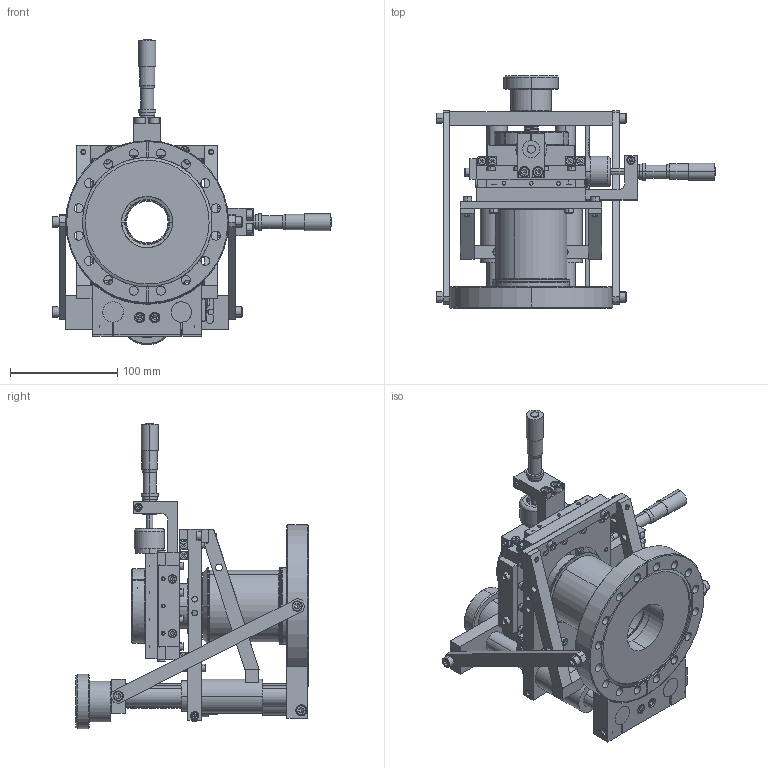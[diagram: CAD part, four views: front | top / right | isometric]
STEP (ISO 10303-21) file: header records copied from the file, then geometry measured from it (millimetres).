
FILE_DESCRIPTION (( 'STEP AP214' ), '1' );
FILE_NAME ('SN102282-02, EC-1.87-B600C-T275TM-2-SS25.STEP', '2018-01-26T20:23:59', ( '' ), ( '' ), 'SwSTEP 2.0', 'SolidWorks 2010', '' );
FILE_SCHEMA (( 'AUTOMOTIVE_DESIGN' ));
Length unit declared in the file: inch
Products named in the file (1): SN102282-02, EC-1.87-B600C-T275TM-2-SS25
Bounding box: 260.45 x 216.46 x 284.64 mm (x, y, z)
Surface area: 388490.9 mm2 (no closed solid volume)
Topology: 0 solids, 210 shells, 1773 faces, 6100 edges, 4321 vertices
Faces by surface type: plane 874, cylinder 554, cone 328, torus 12, bspline 5
Entity records: 97074 total; most frequent: CARTESIAN_POINT 21709, DIRECTION 11056, ORIENTED_EDGE 9367, EDGE_CURVE 6014, VERTEX_POINT 4321, VECTOR 3870, LINE 3870, AXIS2_PLACEMENT_3D 3593
